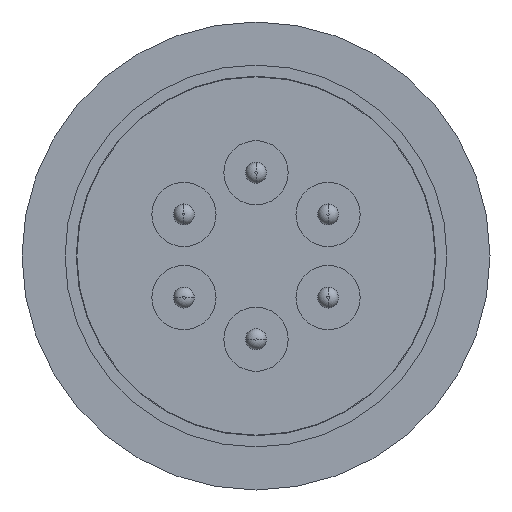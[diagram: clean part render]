
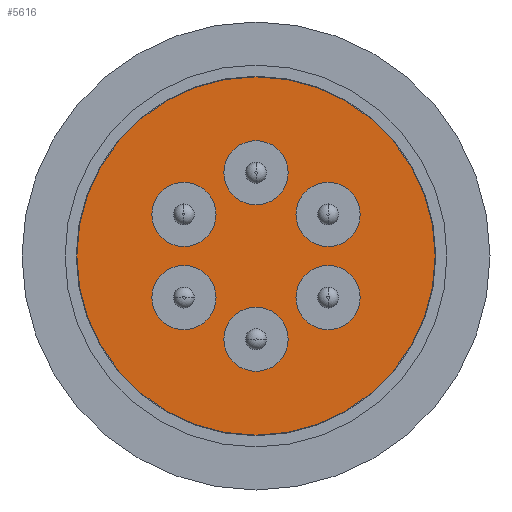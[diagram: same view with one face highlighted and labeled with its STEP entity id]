
A CAD part, front view. The second image highlights one B-rep face of the part: STEP entity #5616.
In plain terms, the highlighted planar face has unit normal (0, -1, 0).
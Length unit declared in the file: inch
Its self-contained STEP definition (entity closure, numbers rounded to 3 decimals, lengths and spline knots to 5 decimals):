
#883 = AXIS2_PLACEMENT_3D ( 'NONE', #3921, #3916, #3922 ) ;
#908 = AXIS2_PLACEMENT_3D ( 'NONE', #3772, #3773, #3774 ) ;
#913 = AXIS2_PLACEMENT_3D ( 'NONE', #3764, #3765, #3766 ) ;
#924 = AXIS2_PLACEMENT_3D ( 'NONE', #3731, #3732, #3733 ) ;
#945 = AXIS2_PLACEMENT_3D ( 'NONE', #3627, #3628, #3629 ) ;
#952 = AXIS2_PLACEMENT_3D ( 'NONE', #3598, #3599, #3600 ) ;
#1152 = AXIS2_PLACEMENT_3D ( 'NONE', #3136, #3135, #3134 ) ;
#1153 = AXIS2_PLACEMENT_3D ( 'NONE', #3143, #3140, #3137 ) ;
#1154 = AXIS2_PLACEMENT_3D ( 'NONE', #3148, #3147, #3145 ) ;
#1155 = AXIS2_PLACEMENT_3D ( 'NONE', #3152, #3151, #3150 ) ;
#1156 = AXIS2_PLACEMENT_3D ( 'NONE', #3160, #3159, #3158 ) ;
#1157 = AXIS2_PLACEMENT_3D ( 'NONE', #3165, #3164, #3161 ) ;
#1158 = AXIS2_PLACEMENT_3D ( 'NONE', #3170, #3167, #3166 ) ;
#1246 = AXIS2_PLACEMENT_3D ( 'NONE', #5651, #5708, #5707 ) ;
#1247 = AXIS2_PLACEMENT_3D ( 'NONE', #5740, #5739, #5735 ) ;
#1738 = VERTEX_POINT ( 'NONE', #5807 ) ;
#1743 = VERTEX_POINT ( 'NONE', #5795 ) ;
#1754 = VERTEX_POINT ( 'NONE', #5763 ) ;
#1756 = VERTEX_POINT ( 'NONE', #5760 ) ;
#1759 = VERTEX_POINT ( 'NONE', #5757 ) ;
#1771 = VERTEX_POINT ( 'NONE', #5706 ) ;
#1780 = VERTEX_POINT ( 'NONE', #5679 ) ;
#1786 = VERTEX_POINT ( 'NONE', #5655 ) ;
#1787 = VERTEX_POINT ( 'NONE', #5658 ) ;
#1799 = VERTEX_POINT ( 'NONE', #6164 ) ;
#1802 = VERTEX_POINT ( 'NONE', #6119 ) ;
#1803 = VERTEX_POINT ( 'NONE', #6111 ) ;
#1808 = VERTEX_POINT ( 'NONE', #6069 ) ;
#1812 = VERTEX_POINT ( 'NONE', #6063 ) ;
#2330 = ORIENTED_EDGE ( 'NONE', *, *, #4381, .F. ) ;
#2331 = ORIENTED_EDGE ( 'NONE', *, *, #4053, .F. ) ;
#2332 = ORIENTED_EDGE ( 'NONE', *, *, #2874, .F. ) ;
#2333 = ORIENTED_EDGE ( 'NONE', *, *, #4052, .F. ) ;
#2334 = ORIENTED_EDGE ( 'NONE', *, *, #4369, .F. ) ;
#2335 = ORIENTED_EDGE ( 'NONE', *, *, #4051, .F. ) ;
#2336 = ORIENTED_EDGE ( 'NONE', *, *, #4054, .F. ) ;
#2337 = ORIENTED_EDGE ( 'NONE', *, *, #4385, .F. ) ;
#2338 = ORIENTED_EDGE ( 'NONE', *, *, #4337, .F. ) ;
#2339 = ORIENTED_EDGE ( 'NONE', *, *, #4050, .F. ) ;
#2340 = ORIENTED_EDGE ( 'NONE', *, *, #2878, .F. ) ;
#2341 = ORIENTED_EDGE ( 'NONE', *, *, #4049, .F. ) ;
#2342 = ORIENTED_EDGE ( 'NONE', *, *, #4325, .F. ) ;
#2343 = ORIENTED_EDGE ( 'NONE', *, *, #4048, .F. ) ;
#2874 = EDGE_CURVE ( 'NONE', #1787, #1738, #7029, .T. ) ;
#2878 = EDGE_CURVE ( 'NONE', #1802, #1808, #7027, .T. ) ;
#3134 = DIRECTION ( 'NONE',  ( 0., 0., -1. ) ) ;
#3135 = DIRECTION ( 'NONE',  ( 0., 1., 0. ) ) ;
#3136 = CARTESIAN_POINT ( 'NONE',  ( -0.0249, 0.05531, 0. ) ) ;
#3137 = DIRECTION ( 'NONE',  ( 0., 0., -1. ) ) ;
#3140 = DIRECTION ( 'NONE',  ( 0., -1., 0. ) ) ;
#3143 = CARTESIAN_POINT ( 'NONE',  ( -0.0249, 0.05531, 0.22231 ) ) ;
#3145 = DIRECTION ( 'NONE',  ( 0., 0., -1. ) ) ;
#3147 = DIRECTION ( 'NONE',  ( 0., -1., 0. ) ) ;
#3148 = CARTESIAN_POINT ( 'NONE',  ( 0.16763, 0.05531, -0.11116 ) ) ;
#3150 = DIRECTION ( 'NONE',  ( 0., 0., -1. ) ) ;
#3151 = DIRECTION ( 'NONE',  ( 0., -1., 0. ) ) ;
#3152 = CARTESIAN_POINT ( 'NONE',  ( -0.21743, 0.05531, -0.11116 ) ) ;
#3158 = DIRECTION ( 'NONE',  ( 0., 0., -1. ) ) ;
#3159 = DIRECTION ( 'NONE',  ( 0., -1., 0. ) ) ;
#3160 = CARTESIAN_POINT ( 'NONE',  ( -0.0249, 0.05531, -0.22231 ) ) ;
#3161 = DIRECTION ( 'NONE',  ( 0., 0., -1. ) ) ;
#3164 = DIRECTION ( 'NONE',  ( 0., -1., 0. ) ) ;
#3165 = CARTESIAN_POINT ( 'NONE',  ( 0.16763, 0.05531, 0.11116 ) ) ;
#3166 = DIRECTION ( 'NONE',  ( 0., 0., -1. ) ) ;
#3167 = DIRECTION ( 'NONE',  ( 0., -1., 0. ) ) ;
#3170 = CARTESIAN_POINT ( 'NONE',  ( -0.21743, 0.05531, 0.11116 ) ) ;
#3598 = CARTESIAN_POINT ( 'NONE',  ( -0.21743, 0.05531, 0.11116 ) ) ;
#3599 = DIRECTION ( 'NONE',  ( 0., -1., 0. ) ) ;
#3600 = DIRECTION ( 'NONE',  ( 0., 0., -1. ) ) ;
#3627 = CARTESIAN_POINT ( 'NONE',  ( -0.0249, 0.05531, -0.22231 ) ) ;
#3628 = DIRECTION ( 'NONE',  ( 0., -1., 0. ) ) ;
#3629 = DIRECTION ( 'NONE',  ( 0., 0., -1. ) ) ;
#3731 = CARTESIAN_POINT ( 'NONE',  ( -0.21743, 0.05531, -0.11116 ) ) ;
#3732 = DIRECTION ( 'NONE',  ( 0., -1., 0. ) ) ;
#3733 = DIRECTION ( 'NONE',  ( 0., 0., -1. ) ) ;
#3764 = CARTESIAN_POINT ( 'NONE',  ( -0.0249, 0.05531, 0.22231 ) ) ;
#3765 = DIRECTION ( 'NONE',  ( 0., -1., 0. ) ) ;
#3766 = DIRECTION ( 'NONE',  ( 0., 0., -1. ) ) ;
#3772 = CARTESIAN_POINT ( 'NONE',  ( -0.0249, 0.05531, 0. ) ) ;
#3773 = DIRECTION ( 'NONE',  ( 0., 1., 0. ) ) ;
#3774 = DIRECTION ( 'NONE',  ( 0., 0., -1. ) ) ;
#3916 = DIRECTION ( 'NONE',  ( 0., 1., 0. ) ) ;
#3919 = PLANE ( 'NONE',  #883 ) ;
#3921 = CARTESIAN_POINT ( 'NONE',  ( -0.0249, 0.05531, 0. ) ) ;
#3922 = DIRECTION ( 'NONE',  ( 0., 0., 1. ) ) ;
#4048 = EDGE_CURVE ( 'NONE', #1771, #1743, #6858, .T. ) ;
#4049 = EDGE_CURVE ( 'NONE', #1808, #1802, #6856, .T. ) ;
#4050 = EDGE_CURVE ( 'NONE', #1756, #1759, #6855, .T. ) ;
#4051 = EDGE_CURVE ( 'NONE', #1780, #1803, #6854, .T. ) ;
#4052 = EDGE_CURVE ( 'NONE', #1738, #1787, #6853, .T. ) ;
#4053 = EDGE_CURVE ( 'NONE', #1754, #1812, #6852, .T. ) ;
#4054 = EDGE_CURVE ( 'NONE', #1799, #1786, #6851, .T. ) ;
#4325 = EDGE_CURVE ( 'NONE', #1743, #1771, #6527, .T. ) ;
#4337 = EDGE_CURVE ( 'NONE', #1759, #1756, #6509, .T. ) ;
#4369 = EDGE_CURVE ( 'NONE', #1803, #1780, #6475, .T. ) ;
#4381 = EDGE_CURVE ( 'NONE', #1812, #1754, #6451, .T. ) ;
#4385 = EDGE_CURVE ( 'NONE', #1786, #1799, #6444, .T. ) ;
#4559 = EDGE_LOOP ( 'NONE', ( #2336, #2337 ) ) ;
#4561 = EDGE_LOOP ( 'NONE', ( #2332, #2333 ) ) ;
#4562 = EDGE_LOOP ( 'NONE', ( #2334, #2335 ) ) ;
#4569 = EDGE_LOOP ( 'NONE', ( #2330, #2331 ) ) ;
#4575 = EDGE_LOOP ( 'NONE', ( #2342, #2343 ) ) ;
#4576 = EDGE_LOOP ( 'NONE', ( #2338, #2339 ) ) ;
#4577 = EDGE_LOOP ( 'NONE', ( #2340, #2341 ) ) ;
#5616 = ADVANCED_FACE ( 'NONE', ( #6400, #6385, #6389, #6393, #6387, #6384, #6383 ), #3919, .F. ) ;
#5651 = CARTESIAN_POINT ( 'NONE',  ( 0.16763, 0.05531, 0.11116 ) ) ;
#5655 = CARTESIAN_POINT ( 'NONE',  ( -0.0249, 0.05531, 0.4785 ) ) ;
#5658 = CARTESIAN_POINT ( 'NONE',  ( 0.16763, 0.05531, -0.19691 ) ) ;
#5679 = CARTESIAN_POINT ( 'NONE',  ( -0.21743, 0.05531, -0.02541 ) ) ;
#5706 = CARTESIAN_POINT ( 'NONE',  ( -0.21743, 0.05531, 0.19691 ) ) ;
#5707 = DIRECTION ( 'NONE',  ( 0., 0., -1. ) ) ;
#5708 = DIRECTION ( 'NONE',  ( 0., -1., 0. ) ) ;
#5735 = DIRECTION ( 'NONE',  ( 0., 0., -1. ) ) ;
#5739 = DIRECTION ( 'NONE',  ( 0., -1., 0. ) ) ;
#5740 = CARTESIAN_POINT ( 'NONE',  ( 0.16763, 0.05531, -0.11116 ) ) ;
#5757 = CARTESIAN_POINT ( 'NONE',  ( -0.0249, 0.05531, -0.30806 ) ) ;
#5760 = CARTESIAN_POINT ( 'NONE',  ( -0.0249, 0.05531, -0.13656 ) ) ;
#5763 = CARTESIAN_POINT ( 'NONE',  ( -0.0249, 0.05531, 0.30806 ) ) ;
#5795 = CARTESIAN_POINT ( 'NONE',  ( -0.21743, 0.05531, 0.02541 ) ) ;
#5807 = CARTESIAN_POINT ( 'NONE',  ( 0.16763, 0.05531, -0.02541 ) ) ;
#6063 = CARTESIAN_POINT ( 'NONE',  ( -0.0249, 0.05531, 0.13656 ) ) ;
#6069 = CARTESIAN_POINT ( 'NONE',  ( 0.16763, 0.05531, 0.19691 ) ) ;
#6111 = CARTESIAN_POINT ( 'NONE',  ( -0.21743, 0.05531, -0.19691 ) ) ;
#6119 = CARTESIAN_POINT ( 'NONE',  ( 0.16763, 0.05531, 0.02541 ) ) ;
#6164 = CARTESIAN_POINT ( 'NONE',  ( -0.0249, 0.05531, -0.4785 ) ) ;
#6383 = FACE_BOUND ( 'NONE', #4575, .T. ) ;
#6384 = FACE_BOUND ( 'NONE', #4577, .T. ) ;
#6385 = FACE_BOUND ( 'NONE', #4561, .T. ) ;
#6387 = FACE_BOUND ( 'NONE', #4576, .T. ) ;
#6389 = FACE_BOUND ( 'NONE', #4562, .T. ) ;
#6393 = FACE_OUTER_BOUND ( 'NONE', #4559, .T. ) ;
#6400 = FACE_BOUND ( 'NONE', #4569, .T. ) ;
#6444 = CIRCLE ( 'NONE', #908, 0.4785 ) ;
#6451 = CIRCLE ( 'NONE', #913, 0.08575 ) ;
#6475 = CIRCLE ( 'NONE', #924, 0.08575 ) ;
#6509 = CIRCLE ( 'NONE', #945, 0.08575 ) ;
#6527 = CIRCLE ( 'NONE', #952, 0.08575 ) ;
#6851 = CIRCLE ( 'NONE', #1152, 0.4785 ) ;
#6852 = CIRCLE ( 'NONE', #1153, 0.08575 ) ;
#6853 = CIRCLE ( 'NONE', #1154, 0.08575 ) ;
#6854 = CIRCLE ( 'NONE', #1155, 0.08575 ) ;
#6855 = CIRCLE ( 'NONE', #1156, 0.08575 ) ;
#6856 = CIRCLE ( 'NONE', #1157, 0.08575 ) ;
#6858 = CIRCLE ( 'NONE', #1158, 0.08575 ) ;
#7027 = CIRCLE ( 'NONE', #1246, 0.08575 ) ;
#7029 = CIRCLE ( 'NONE', #1247, 0.08575 ) ;
